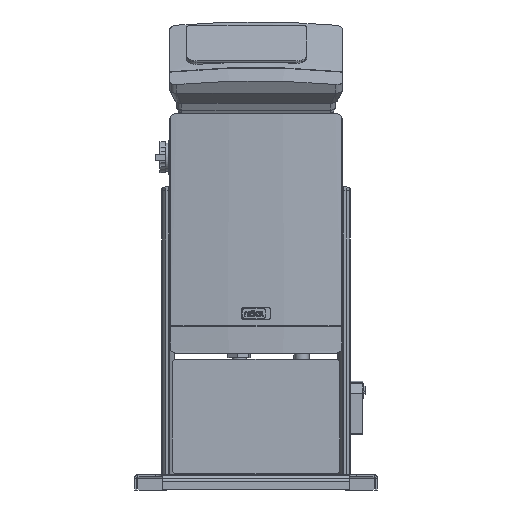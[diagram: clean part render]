
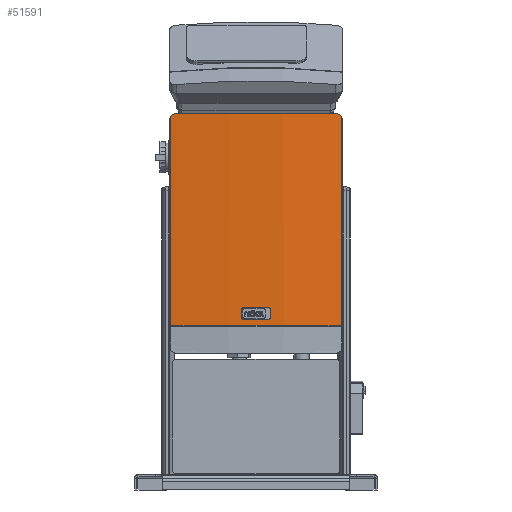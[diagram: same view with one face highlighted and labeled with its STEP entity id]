
A CAD part, front view. The second image highlights one B-rep face of the part: STEP entity #51591.
In plain terms, the highlighted cylindrical face has radius 1452.14 mm (diameter 2904.28 mm), a partial arc.
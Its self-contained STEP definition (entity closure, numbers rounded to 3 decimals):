
#1437=B_SPLINE_CURVE_WITH_KNOTS('',3,(#83520,#83521,#83522,#83523,#83524,
#83525,#83526,#83527,#83528,#83529,#83530,#83531),.UNSPECIFIED.,.F.,.F.,
(4,2,2,2,2,4),(50.621,52.857,55.511,58.165,
60.819,63.473),.UNSPECIFIED.);
#1438=B_SPLINE_CURVE_WITH_KNOTS('',3,(#83534,#83535,#83536,#83537,#83538,
#83539,#83540,#83541,#83542,#83543,#83544,#83545),.UNSPECIFIED.,.F.,.F.,
(4,2,2,2,2,4),(21.151,23.805,26.459,29.113,
31.768,34.003),.UNSPECIFIED.);
#5428=FACE_OUTER_BOUND('',#9035,.T.);
#9035=EDGE_LOOP('',(#42411,#42412,#42413,#42414,#42415,#42416));
#13325=LINE('',#83461,#18501);
#13328=LINE('',#83518,#18504);
#18501=VECTOR('',#66119,1.);
#18504=VECTOR('',#66128,1.);
#22269=CIRCLE('',#55966,1452.138);
#22275=CIRCLE('',#55978,1452.138);
#25452=VERTEX_POINT('',#83413);
#25453=VERTEX_POINT('',#83415);
#25462=VERTEX_POINT('',#83460);
#25467=VERTEX_POINT('',#83517);
#25468=VERTEX_POINT('',#83519);
#25469=VERTEX_POINT('',#83532);
#31525=EDGE_CURVE('',#25453,#25452,#22269,.T.);
#31538=EDGE_CURVE('',#25453,#25462,#13325,.T.);
#31545=EDGE_CURVE('',#25452,#25467,#13328,.T.);
#31546=EDGE_CURVE('',#25467,#25468,#1437,.T.);
#31547=EDGE_CURVE('',#25468,#25469,#22275,.T.);
#31548=EDGE_CURVE('',#25469,#25462,#1438,.T.);
#42411=ORIENTED_EDGE('',*,*,#31525,.T.);
#42412=ORIENTED_EDGE('',*,*,#31545,.T.);
#42413=ORIENTED_EDGE('',*,*,#31546,.T.);
#42414=ORIENTED_EDGE('',*,*,#31547,.T.);
#42415=ORIENTED_EDGE('',*,*,#31548,.T.);
#42416=ORIENTED_EDGE('',*,*,#31538,.F.);
#49600=CYLINDRICAL_SURFACE('',#55977,1452.138);
#51591=ADVANCED_FACE('',(#5428),#49600,.T.);
#55966=AXIS2_PLACEMENT_3D('',#83416,#66094,#66095);
#55977=AXIS2_PLACEMENT_3D('',#83516,#66126,#66127);
#55978=AXIS2_PLACEMENT_3D('',#83533,#66129,#66130);
#66094=DIRECTION('center_axis',(0.,0.,1.));
#66095=DIRECTION('ref_axis',(0.,-1.,0.));
#66119=DIRECTION('',(0.,0.,1.));
#66126=DIRECTION('center_axis',(0.,0.,1.));
#66127=DIRECTION('ref_axis',(0.,-1.,0.));
#66128=DIRECTION('',(0.,0.,1.));
#66129=DIRECTION('center_axis',(0.,0.,-1.));
#66130=DIRECTION('ref_axis',(0.,-1.,0.));
#83413=CARTESIAN_POINT('',(167.381,-347.321,293.032));
#83415=CARTESIAN_POINT('',(-167.391,-347.321,293.032));
#83416=CARTESIAN_POINT('Origin',(-0.005,1095.138,
293.032));
#83460=CARTESIAN_POINT('',(-167.391,-347.321,704.178));
#83461=CARTESIAN_POINT('',(-167.391,-347.321,239.032));
#83516=CARTESIAN_POINT('Origin',(-0.005,1095.138,
239.032));
#83517=CARTESIAN_POINT('',(167.381,-347.321,704.178));
#83518=CARTESIAN_POINT('',(167.381,-347.321,239.032));
#83519=CARTESIAN_POINT('',(155.995,-348.596,710.032));
#83520=CARTESIAN_POINT('Ctrl Pts',(167.381,-347.321,704.178));
#83521=CARTESIAN_POINT('Ctrl Pts',(166.929,-347.373,704.809));
#83522=CARTESIAN_POINT('Ctrl Pts',(166.431,-347.431,705.393));
#83523=CARTESIAN_POINT('Ctrl Pts',(165.284,-347.562,706.543));
#83524=CARTESIAN_POINT('Ctrl Pts',(164.581,-347.643,707.128));
#83525=CARTESIAN_POINT('Ctrl Pts',(163.049,-347.817,708.16));
#83526=CARTESIAN_POINT('Ctrl Pts',(162.221,-347.91,708.606));
#83527=CARTESIAN_POINT('Ctrl Pts',(160.494,-348.103,709.322));
#83528=CARTESIAN_POINT('Ctrl Pts',(159.594,-348.203,709.592));
#83529=CARTESIAN_POINT('Ctrl Pts',(157.784,-348.402,709.947));
#83530=CARTESIAN_POINT('Ctrl Pts',(156.875,-348.501,710.032));
#83531=CARTESIAN_POINT('Ctrl Pts',(155.995,-348.596,710.032));
#83532=CARTESIAN_POINT('',(-156.005,-348.596,710.032));
#83533=CARTESIAN_POINT('Origin',(-0.005,1095.138,
710.032));
#83534=CARTESIAN_POINT('Ctrl Pts',(-156.005,-348.596,
710.032));
#83535=CARTESIAN_POINT('Ctrl Pts',(-156.885,-348.501,
710.032));
#83536=CARTESIAN_POINT('Ctrl Pts',(-157.794,-348.402,709.947));
#83537=CARTESIAN_POINT('Ctrl Pts',(-159.604,-348.203,
709.592));
#83538=CARTESIAN_POINT('Ctrl Pts',(-160.504,-348.103,709.322));
#83539=CARTESIAN_POINT('Ctrl Pts',(-162.231,-347.91,
708.606));
#83540=CARTESIAN_POINT('Ctrl Pts',(-163.059,-347.817,708.16));
#83541=CARTESIAN_POINT('Ctrl Pts',(-164.591,-347.643,707.128));
#83542=CARTESIAN_POINT('Ctrl Pts',(-165.294,-347.562,
706.543));
#83543=CARTESIAN_POINT('Ctrl Pts',(-166.441,-347.431,
705.393));
#83544=CARTESIAN_POINT('Ctrl Pts',(-166.939,-347.373,
704.809));
#83545=CARTESIAN_POINT('Ctrl Pts',(-167.391,-347.321,
704.178));
